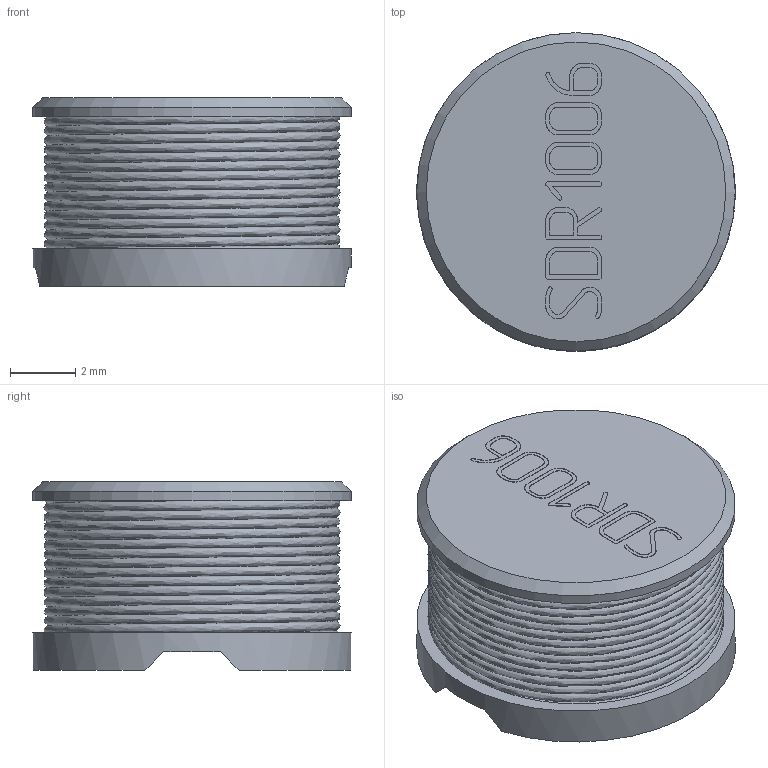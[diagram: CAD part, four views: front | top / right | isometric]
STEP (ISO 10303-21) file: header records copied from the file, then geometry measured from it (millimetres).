
FILE_DESCRIPTION(('STEP AP214'), '1');
FILE_NAME('SDR_inductor', '2019-03-02T22:20:59', ('Che'), (''), 'ASCON STEP Converter 1.3', 'ASCON Math Kernel', '');
FILE_SCHEMA(('AUTOMOTIVE_DESIGN { 1 0 10303 214 3 1 1}'));
Length unit declared in the file: millimetre
Bounding box: 9.8 x 9.8 x 5.81 mm (x, y, z)
Volume: 141.7 mm3; surface area: 695.6 mm2
Topology: 1 solids, 1 shells, 474 faces, 1374 edges, 917 vertices
Faces by surface type: plane 256, cylinder 216, cone 1, bspline 1
Full cylindrical faces by diameter (mm): 9.8 x2
Entity records: 27604 total; most frequent: CARTESIAN_POINT 10852, DIRECTION 2748, ORIENTED_EDGE 2738, EDGE_CURVE 1369, LINE 926, VECTOR 926, VERTEX_POINT 915, AXIS2_PLACEMENT_3D 911
